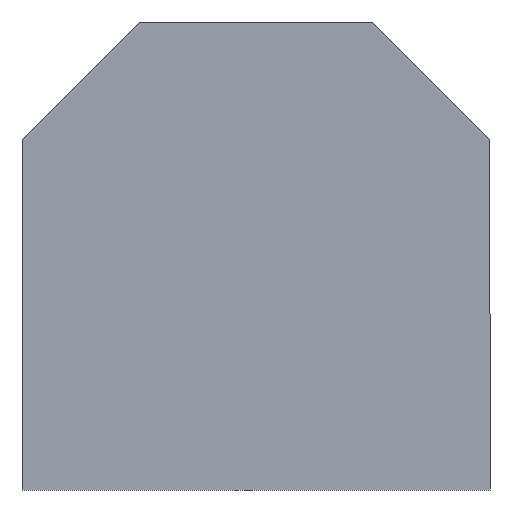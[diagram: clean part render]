
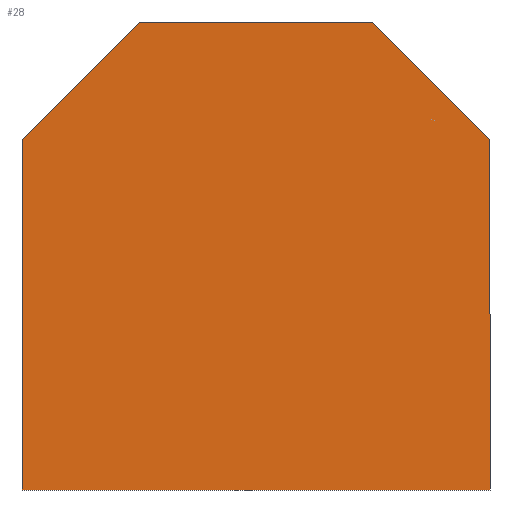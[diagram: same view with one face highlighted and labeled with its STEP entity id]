
A CAD part, front view. The second image highlights one B-rep face of the part: STEP entity #28.
In plain terms, the highlighted planar face has unit normal (0, -1, 0).
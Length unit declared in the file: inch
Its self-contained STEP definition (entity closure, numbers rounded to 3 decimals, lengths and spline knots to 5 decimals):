
#10 = EDGE_CURVE ( 'NONE', #95, #44, #123, .T. ) ;
#26 = EDGE_CURVE ( 'NONE', #44, #85, #181, .T. ) ;
#28 = ADVANCED_FACE ( 'Face1', ( #177 ), #302, .T. ) ;
#29 = EDGE_LOOP ( 'NONE', ( #30, #31, #32, #33, #34, #35 ) ) ;
#30 = ORIENTED_EDGE ( 'NONE', *, *, #84, .T. ) ;
#31 = ORIENTED_EDGE ( 'NONE', *, *, #54, .T. ) ;
#32 = ORIENTED_EDGE ( 'NONE', *, *, #281, .T. ) ;
#33 = ORIENTED_EDGE ( 'NONE', *, *, #65, .T. ) ;
#34 = ORIENTED_EDGE ( 'NONE', *, *, #10, .T. ) ;
#35 = ORIENTED_EDGE ( 'NONE', *, *, #26, .T. ) ;
#44 = VERTEX_POINT ( 'NONE', #225 ) ;
#52 = VERTEX_POINT ( 'NONE', #518 ) ;
#54 = EDGE_CURVE ( 'NONE', #82, #52, #516, .T. ) ;
#65 = EDGE_CURVE ( 'NONE', #78, #95, #367, .T. ) ;
#78 = VERTEX_POINT ( 'NONE', #441 ) ;
#82 = VERTEX_POINT ( 'NONE', #420 ) ;
#84 = EDGE_CURVE ( 'NONE', #85, #82, #419, .T. ) ;
#85 = VERTEX_POINT ( 'NONE', #415 ) ;
#95 = VERTEX_POINT ( 'NONE', #478 ) ;
#120 = DIRECTION ( 'NONE',  ( 0., 0., -1. ) ) ;
#121 = VECTOR ( 'NONE', #120, 39.37008 ) ;
#122 = CARTESIAN_POINT ( 'NONE',  ( -0.2, -0.0465, 0.1 ) ) ;
#123 = LINE ( 'NONE', #122, #121 ) ;
#177 = FACE_OUTER_BOUND ( 'NONE', #29, .T. ) ;
#178 = DIRECTION ( 'NONE',  ( 1., 0., 0. ) ) ;
#179 = VECTOR ( 'NONE', #178, 39.37008 ) ;
#180 = CARTESIAN_POINT ( 'NONE',  ( -0.2, -0.0465, -0.2 ) ) ;
#181 = LINE ( 'NONE', #180, #179 ) ;
#225 = CARTESIAN_POINT ( 'NONE',  ( -0.2, -0.0465, -0.2 ) ) ;
#281 = EDGE_CURVE ( 'NONE', #52, #78, #966, .T. ) ;
#296 = DIRECTION ( 'NONE',  ( 0., 0., -1. ) ) ;
#297 = DIRECTION ( 'NONE',  ( 0., -1., 0. ) ) ;
#298 = CARTESIAN_POINT ( 'NONE',  ( 0.2, -0.0465, 0.2 ) ) ;
#299 = AXIS2_PLACEMENT_3D ( 'NONE', #298, #297, #296 ) ;
#302 = PLANE ( 'NONE',  #299 ) ;
#365 = VECTOR ( 'NONE', #399, 39.37008 ) ;
#366 = CARTESIAN_POINT ( 'NONE',  ( -0.1, -0.0465, 0.2 ) ) ;
#367 = LINE ( 'NONE', #366, #365 ) ;
#399 = DIRECTION ( 'NONE',  ( -0.707, 0., -0.707 ) ) ;
#415 = CARTESIAN_POINT ( 'NONE',  ( 0.2, -0.0465, -0.2 ) ) ;
#416 = DIRECTION ( 'NONE',  ( 0., 0., 1. ) ) ;
#417 = VECTOR ( 'NONE', #416, 39.37008 ) ;
#418 = CARTESIAN_POINT ( 'NONE',  ( 0.2, -0.0465, 0.1 ) ) ;
#419 = LINE ( 'NONE', #418, #417 ) ;
#420 = CARTESIAN_POINT ( 'NONE',  ( 0.2, -0.0465, 0.1 ) ) ;
#441 = CARTESIAN_POINT ( 'NONE',  ( -0.1, -0.0465, 0.2 ) ) ;
#478 = CARTESIAN_POINT ( 'NONE',  ( -0.2, -0.0465, 0.1 ) ) ;
#515 = CARTESIAN_POINT ( 'NONE',  ( 0.1, -0.0465, 0.2 ) ) ;
#516 = LINE ( 'NONE', #515, #533 ) ;
#518 = CARTESIAN_POINT ( 'NONE',  ( 0.1, -0.0465, 0.2 ) ) ;
#532 = DIRECTION ( 'NONE',  ( -0.707, 0., 0.707 ) ) ;
#533 = VECTOR ( 'NONE', #532, 39.37008 ) ;
#963 = DIRECTION ( 'NONE',  ( -1., 0., 0. ) ) ;
#964 = VECTOR ( 'NONE', #963, 39.37008 ) ;
#965 = CARTESIAN_POINT ( 'NONE',  ( -0.1, -0.0465, 0.2 ) ) ;
#966 = LINE ( 'NONE', #965, #964 ) ;
